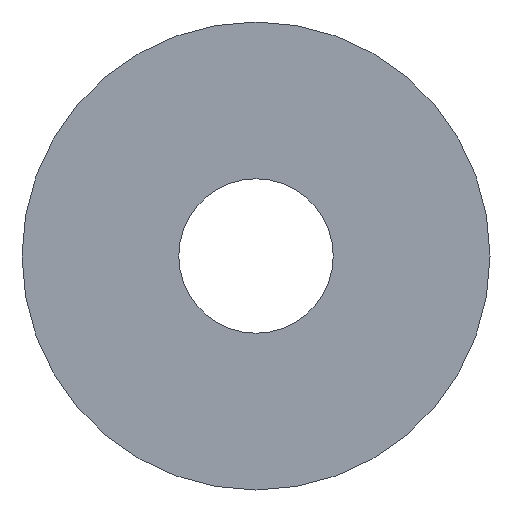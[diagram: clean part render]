
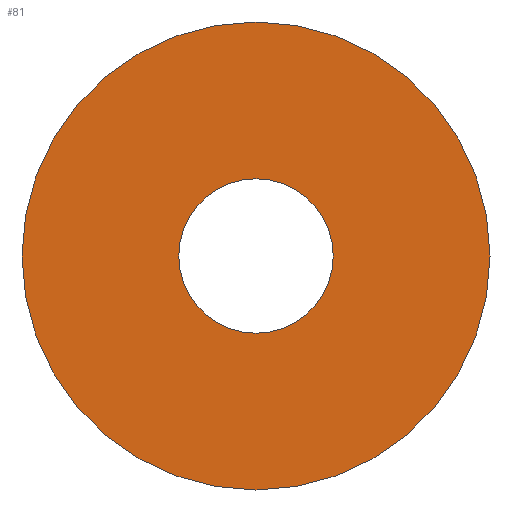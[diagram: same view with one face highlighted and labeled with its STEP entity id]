
A CAD part, left-side view. The second image highlights one B-rep face of the part: STEP entity #81.
In plain terms, the highlighted planar face has unit normal (-1, 0, 0).
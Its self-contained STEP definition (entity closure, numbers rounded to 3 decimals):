
#1 = EDGE_LOOP ( 'NONE', ( #277 ) ) ;
#17 = DIRECTION ( 'NONE',  ( -1., 0., 0. ) ) ;
#19 = DIRECTION ( 'NONE',  ( 1., 0., 0. ) ) ;
#52 = EDGE_CURVE ( 'NONE', #63, #63, #428, .T. ) ;
#55 = PLANE ( 'NONE',  #171 ) ;
#60 = DIRECTION ( 'NONE',  ( 1., 0., 0. ) ) ;
#63 = VERTEX_POINT ( 'NONE', #309 ) ;
#76 = EDGE_LOOP ( 'NONE', ( #99 ) ) ;
#81 = ADVANCED_FACE ( 'NONE', ( #301, #173 ), #55, .F. ) ;
#99 = ORIENTED_EDGE ( 'NONE', *, *, #52, .T. ) ;
#118 = VERTEX_POINT ( 'NONE', #436 ) ;
#129 = AXIS2_PLACEMENT_3D ( 'NONE', #363, #17, #231 ) ;
#171 = AXIS2_PLACEMENT_3D ( 'NONE', #193, #60, #486 ) ;
#173 = FACE_OUTER_BOUND ( 'NONE', #76, .T. ) ;
#193 = CARTESIAN_POINT ( 'NONE',  ( 0., 0., -4.041 ) ) ;
#219 = EDGE_CURVE ( 'NONE', #118, #118, #237, .T. ) ;
#231 = DIRECTION ( 'NONE',  ( 0., 0., 1. ) ) ;
#237 = CIRCLE ( 'NONE', #247, 1.65 ) ;
#247 = AXIS2_PLACEMENT_3D ( 'NONE', #533, #19, #282 ) ;
#277 = ORIENTED_EDGE ( 'NONE', *, *, #219, .T. ) ;
#282 = DIRECTION ( 'NONE',  ( 0., 0., -1. ) ) ;
#301 = FACE_BOUND ( 'NONE', #1, .T. ) ;
#309 = CARTESIAN_POINT ( 'NONE',  ( 0., 0., 5. ) ) ;
#363 = CARTESIAN_POINT ( 'NONE',  ( 0., 0., 0. ) ) ;
#428 = CIRCLE ( 'NONE', #129, 5. ) ;
#436 = CARTESIAN_POINT ( 'NONE',  ( 0., 0., -1.65 ) ) ;
#486 = DIRECTION ( 'NONE',  ( 0., 0., -1. ) ) ;
#533 = CARTESIAN_POINT ( 'NONE',  ( 0., 0., 0. ) ) ;
